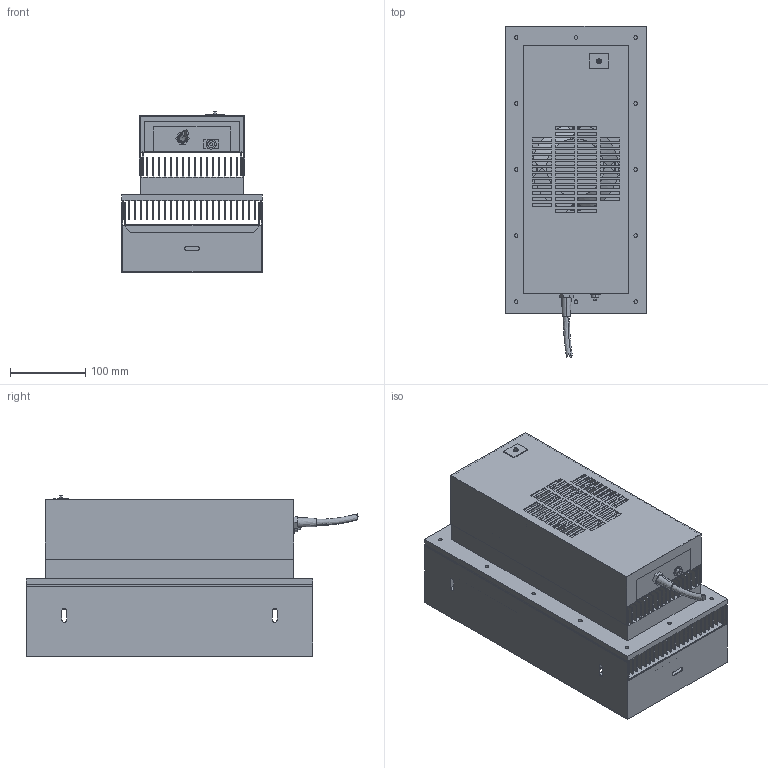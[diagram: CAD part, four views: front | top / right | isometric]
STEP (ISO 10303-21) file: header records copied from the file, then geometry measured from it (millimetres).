
FILE_DESCRIPTION (( 'STEP AP203' ), '1' );
FILE_NAME ('ahp-1200.STEP', '2019-09-16T20:16:05', ( '' ), ( '' ), 'SwSTEP 2.0', 'SolidWorks 2019', '' );
FILE_SCHEMA (( 'CONFIG_CONTROL_DESIGN' ));
Length unit declared in the file: inch
Products named in the file (2): ahp-1200
Bounding box: 186.59 x 440.76 x 212.65 mm (x, y, z)
Surface area: 1888493.2 mm2 (no closed solid volume)
Topology: 0 solids, 10 shells, 813 faces, 2297 edges, 1526 vertices
Faces by surface type: plane 702, cylinder 107, bspline 4
Entity records: 27439 total; most frequent: CARTESIAN_POINT 5812, ORIENTED_EDGE 4586, DIRECTION 4029, EDGE_CURVE 2297, LINE 2039, VECTOR 2039, VERTEX_POINT 1526, EDGE_LOOP 1035
